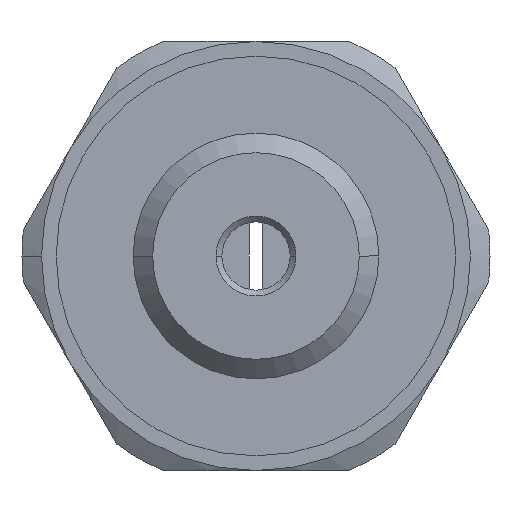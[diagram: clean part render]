
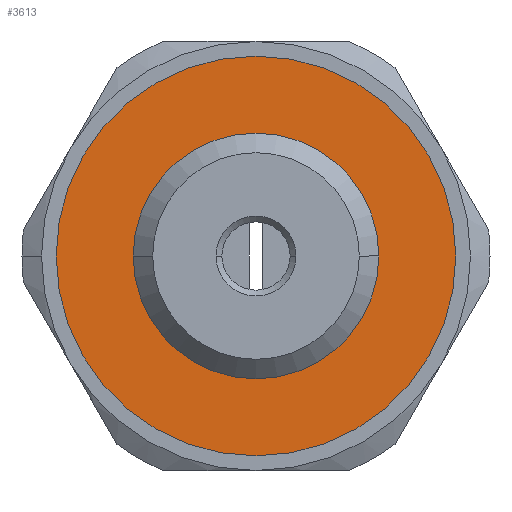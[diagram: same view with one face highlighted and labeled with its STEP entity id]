
A CAD part, front view. The second image highlights one B-rep face of the part: STEP entity #3613.
In plain terms, the highlighted planar face has unit normal (0, -1, 0).
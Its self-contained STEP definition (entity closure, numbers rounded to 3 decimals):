
#4 = DIRECTION ( 'NONE',  ( 1., 0., 0. ) ) ;
#25 = CARTESIAN_POINT ( 'NONE',  ( 0., 0., 0. ) ) ;
#303 = EDGE_LOOP ( 'NONE', ( #2895, #7319 ) ) ;
#638 = EDGE_CURVE ( 'NONE', #2911, #1007, #1582, .T. ) ;
#792 = VERTEX_POINT ( 'NONE', #4059 ) ;
#835 = AXIS2_PLACEMENT_3D ( 'NONE', #25, #1901, #6596 ) ;
#1007 = VERTEX_POINT ( 'NONE', #6650 ) ;
#1383 = EDGE_CURVE ( 'NONE', #792, #1833, #8239, .T. ) ;
#1536 = CARTESIAN_POINT ( 'NONE',  ( -10.25, 0., 0. ) ) ;
#1582 = CIRCLE ( 'NONE', #3791, 10.25 ) ;
#1691 = EDGE_CURVE ( 'NONE', #1007, #2911, #3535, .T. ) ;
#1827 = PLANE ( 'NONE',  #6349 ) ;
#1833 = VERTEX_POINT ( 'NONE', #2282 ) ;
#1901 = DIRECTION ( 'NONE',  ( 0., -1., 0. ) ) ;
#2282 = CARTESIAN_POINT ( 'NONE',  ( -6.3, 0., 0. ) ) ;
#2532 = DIRECTION ( 'NONE',  ( 1., 0., 0. ) ) ;
#2895 = ORIENTED_EDGE ( 'NONE', *, *, #1691, .T. ) ;
#2911 = VERTEX_POINT ( 'NONE', #1536 ) ;
#2931 = CIRCLE ( 'NONE', #8438, 6.3 ) ;
#3173 = ORIENTED_EDGE ( 'NONE', *, *, #1383, .F. ) ;
#3535 = CIRCLE ( 'NONE', #835, 10.25 ) ;
#3613 = ADVANCED_FACE ( 'NONE', ( #5739, #7734 ), #1827, .F. ) ;
#3699 = DIRECTION ( 'NONE',  ( 0., -1., 0. ) ) ;
#3791 = AXIS2_PLACEMENT_3D ( 'NONE', #4733, #7057, #4 ) ;
#4059 = CARTESIAN_POINT ( 'NONE',  ( 6.3, 0., 0. ) ) ;
#4113 = EDGE_LOOP ( 'NONE', ( #3173, #5404 ) ) ;
#4290 = CARTESIAN_POINT ( 'NONE',  ( 0., 0., 0. ) ) ;
#4331 = DIRECTION ( 'NONE',  ( 0., -1., 0. ) ) ;
#4516 = AXIS2_PLACEMENT_3D ( 'NONE', #6978, #3699, #2532 ) ;
#4733 = CARTESIAN_POINT ( 'NONE',  ( 0., 0., 0. ) ) ;
#5077 = EDGE_CURVE ( 'NONE', #1833, #792, #2931, .T. ) ;
#5404 = ORIENTED_EDGE ( 'NONE', *, *, #5077, .F. ) ;
#5480 = CARTESIAN_POINT ( 'NONE',  ( 19.053, 0., -11. ) ) ;
#5739 = FACE_BOUND ( 'NONE', #4113, .T. ) ;
#6011 = DIRECTION ( 'NONE',  ( 0., 0., 1. ) ) ;
#6349 = AXIS2_PLACEMENT_3D ( 'NONE', #5480, #8138, #6011 ) ;
#6596 = DIRECTION ( 'NONE',  ( 1., 0., 0. ) ) ;
#6650 = CARTESIAN_POINT ( 'NONE',  ( 10.25, 0., 0. ) ) ;
#6978 = CARTESIAN_POINT ( 'NONE',  ( 0., 0., 0. ) ) ;
#7057 = DIRECTION ( 'NONE',  ( 0., -1., 0. ) ) ;
#7319 = ORIENTED_EDGE ( 'NONE', *, *, #638, .T. ) ;
#7550 = DIRECTION ( 'NONE',  ( 1., 0., 0. ) ) ;
#7734 = FACE_OUTER_BOUND ( 'NONE', #303, .T. ) ;
#8138 = DIRECTION ( 'NONE',  ( 0., 1., 0. ) ) ;
#8239 = CIRCLE ( 'NONE', #4516, 6.3 ) ;
#8438 = AXIS2_PLACEMENT_3D ( 'NONE', #4290, #4331, #7550 ) ;
